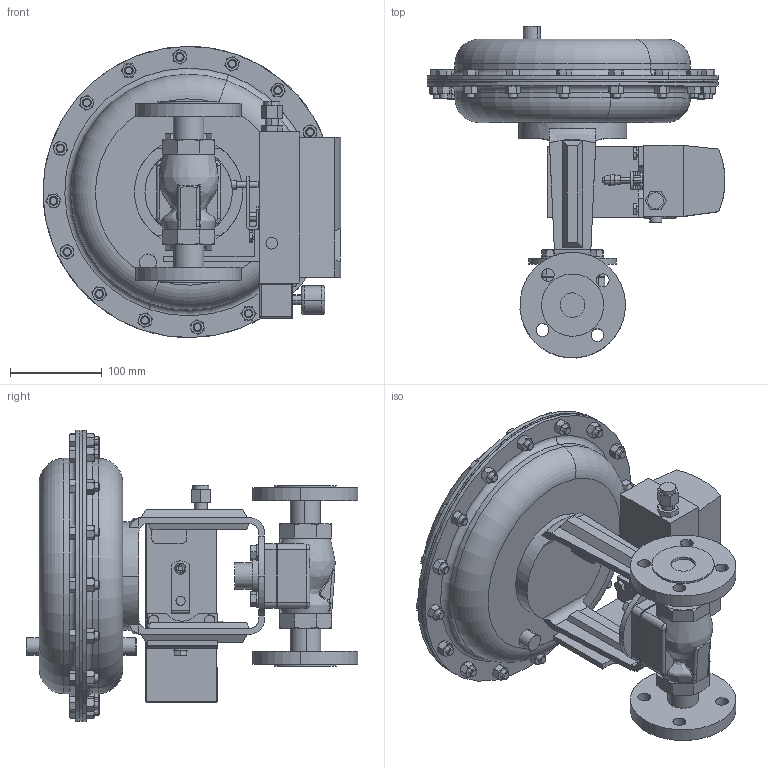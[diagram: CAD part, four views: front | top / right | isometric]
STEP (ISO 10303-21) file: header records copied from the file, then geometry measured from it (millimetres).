
FILE_DESCRIPTION (( 'STEP AP203' ), '1' );
FILE_NAME ('78SP-100-BR+CS+S6-F6-55M-16IQ.step', '2017-09-25T17:09:33', ( '' ), ( '' ), 'SwSTEP 2.0', 'SolidWorks 2014', '' );
FILE_SCHEMA (( 'CONFIG_CONTROL_DESIGN' ));
Length unit declared in the file: inch
Products named in the file (1): 78SP-100-BR+CS+S6-F6-55M-16IQ
Bounding box: 324.8 x 361.81 x 317.42 mm (x, y, z)
Volume: 6724041.3 mm3; surface area: 924446.3 mm2
Topology: 60 solids, 60 shells, 1253 faces, 2787 edges, 1701 vertices
Faces by surface type: plane 561, cone 404, cylinder 214, torus 40, bspline 32, sphere 2
Entity records: 42926 total; most frequent: CARTESIAN_POINT 16366, ORIENTED_EDGE 5566, DIRECTION 5265, EDGE_CURVE 2783, AXIS2_PLACEMENT_3D 2123, VERTEX_POINT 1701, EDGE_LOOP 1332, ADVANCED_FACE 1253
